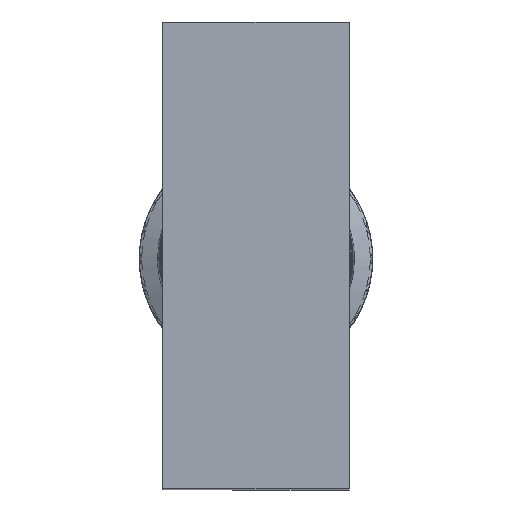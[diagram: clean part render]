
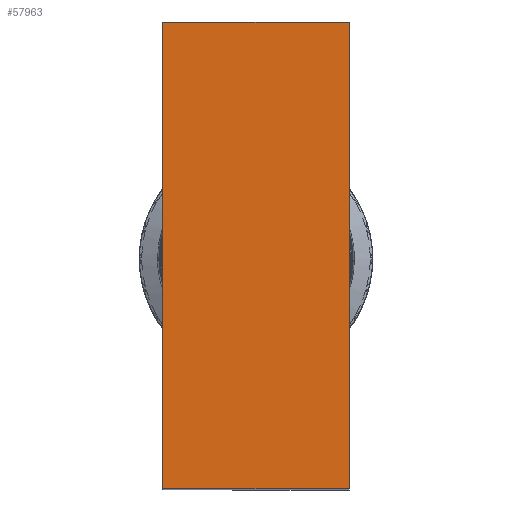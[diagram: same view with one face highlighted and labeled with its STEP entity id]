
A CAD part, top view. The second image highlights one B-rep face of the part: STEP entity #57963.
In plain terms, the highlighted free-form (B-spline) face has degree [1, 1] with [2, 2] control points.
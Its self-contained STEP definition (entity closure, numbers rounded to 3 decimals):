
#57777=CARTESIAN_POINT('',(-4.,10.,67.));
#57778=VERTEX_POINT('',#57777);
#57784=CARTESIAN_POINT('',(4.,10.,67.));
#57785=VERTEX_POINT('',#57784);
#57786=CARTESIAN_POINT('',(-4.,10.,67.));
#57787=CARTESIAN_POINT('',(4.,10.,67.));
#57788=B_SPLINE_CURVE_WITH_KNOTS('',1,(#57786,#57787),.POLYLINE_FORM.,.F.,.U.,(2,2),(0.,1.),.UNSPECIFIED.);
#57789=EDGE_CURVE('',#57778,#57785,#57788,.T.);
#57821=CARTESIAN_POINT('',(-4.,-10.,67.));
#57822=VERTEX_POINT('',#57821);
#57828=CARTESIAN_POINT('',(-4.,-10.,67.));
#57829=CARTESIAN_POINT('',(-4.,10.,67.));
#57830=B_SPLINE_CURVE_WITH_KNOTS('',1,(#57828,#57829),.POLYLINE_FORM.,.F.,.U.,(2,2),(0.,1.),.UNSPECIFIED.);
#57831=EDGE_CURVE('',#57822,#57778,#57830,.T.);
#57907=CARTESIAN_POINT('',(4.,-10.,67.));
#57908=VERTEX_POINT('',#57907);
#57914=CARTESIAN_POINT('',(4.,-10.,67.));
#57915=CARTESIAN_POINT('',(-4.,-10.,67.));
#57916=B_SPLINE_CURVE_WITH_KNOTS('',1,(#57914,#57915),.POLYLINE_FORM.,.F.,.U.,(2,2),(0.,1.),.UNSPECIFIED.);
#57917=EDGE_CURVE('',#57908,#57822,#57916,.T.);
#57929=CARTESIAN_POINT('',(4.,10.,67.));
#57930=CARTESIAN_POINT('',(4.,-10.,67.));
#57931=B_SPLINE_CURVE_WITH_KNOTS('',1,(#57929,#57930),.POLYLINE_FORM.,.F.,.U.,(2,2),(0.,1.),.UNSPECIFIED.);
#57932=EDGE_CURVE('',#57785,#57908,#57931,.T.);
#57952=CARTESIAN_POINT('',(21.541,-21.541,67.));
#57953=CARTESIAN_POINT('',(-21.541,-21.541,67.));
#57954=CARTESIAN_POINT('',(21.541,21.541,67.));
#57955=CARTESIAN_POINT('',(-21.541,21.541,67.));
#57956=B_SPLINE_SURFACE_WITH_KNOTS('',1,1,((#57952,#57953),(#57954,#57955)),.PLANE_SURF.,.F.,.F.,.U.,(2,2),(2,2),(0.,1.),(0.,1.),.UNSPECIFIED.);
#57957=ORIENTED_EDGE('',*,*,#57932,.F.);
#57958=ORIENTED_EDGE('',*,*,#57789,.F.);
#57959=ORIENTED_EDGE('',*,*,#57831,.F.);
#57960=ORIENTED_EDGE('',*,*,#57917,.F.);
#57961=EDGE_LOOP('',(#57957,#57958,#57959,#57960));
#57962=FACE_OUTER_BOUND('',#57961,.T.);
#57963=ADVANCED_FACE('',(#57962),#57956,.T.);
